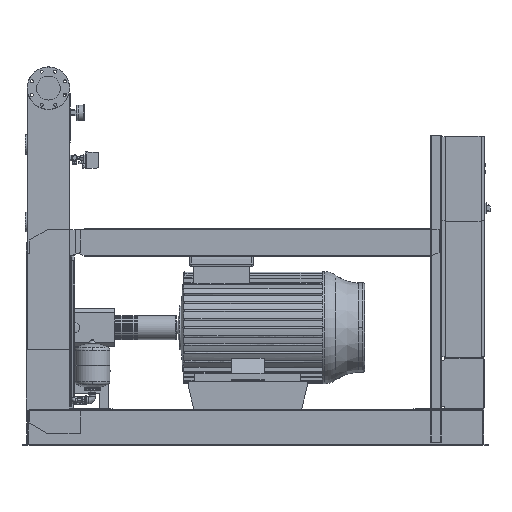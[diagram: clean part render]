
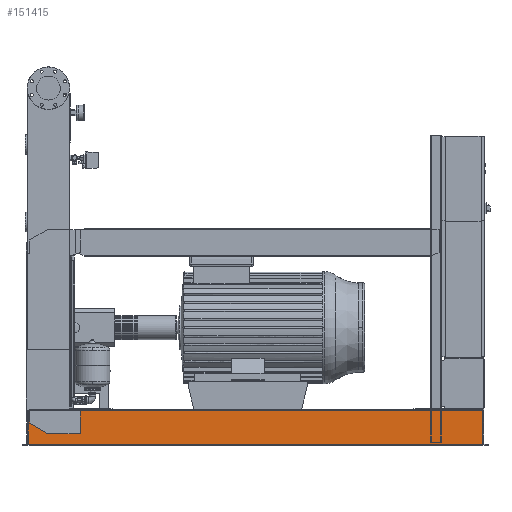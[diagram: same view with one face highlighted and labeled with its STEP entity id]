
A CAD part, front view. The second image highlights one B-rep face of the part: STEP entity #151415.
In plain terms, the highlighted free-form (B-spline) face has degree [1, 1] with [2, 2] control points.
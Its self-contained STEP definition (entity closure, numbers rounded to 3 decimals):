
#146356=CARTESIAN_POINT('',(-113.0,-738.5,202.));
#146357=VERTEX_POINT('',#146356);
#146364=CARTESIAN_POINT('',(-113.0,-738.5,208.));
#146365=VERTEX_POINT('',#146364);
#146366=CARTESIAN_POINT('',(-113.0,-738.5,202.));
#146367=DIRECTION('',(0.0,0.0,1.0));
#146368=VECTOR('',#146367,6.);
#146369=LINE('',#146366,#146368);
#146370=EDGE_CURVE('',#146357,#146365,#146369,.T.);
#149689=CARTESIAN_POINT('',(2540.,-738.5,208.));
#149690=VERTEX_POINT('',#149689);
#149691=CARTESIAN_POINT('',(-113.0,-738.5,208.));
#149692=DIRECTION('',(1.0,0.0,0.0));
#149693=VECTOR('',#149692,2653.);
#149694=LINE('',#149691,#149693);
#149695=EDGE_CURVE('',#146365,#149690,#149694,.T.);
#150992=CARTESIAN_POINT('',(2548.,-738.5,202.));
#150993=VERTEX_POINT('',#150992);
#151000=CARTESIAN_POINT('',(2548.,-738.5,112.689));
#151001=VERTEX_POINT('',#151000);
#151002=CARTESIAN_POINT('',(2548.,-738.5,112.689));
#151003=DIRECTION('',(0.0,0.0,1.0));
#151004=VECTOR('',#151003,89.311);
#151005=LINE('',#151002,#151004);
#151006=EDGE_CURVE('',#151001,#150993,#151005,.T.);
#151329=CARTESIAN_POINT('',(-121.,-738.5,3.));
#151330=CARTESIAN_POINT('',(-121.,-738.5,208.));
#151331=CARTESIAN_POINT('',(2548.,-738.5,3.));
#151332=CARTESIAN_POINT('',(2548.,-738.5,208.));
#151333=B_SPLINE_SURFACE_WITH_KNOTS('',1,1,((#151329,#151331),(#151330,#151332)),.UNSPECIFIED.,.F.,.F.,.U.,(2,2),(2,2),(0.0,205.),(0.0,2669.0),.UNSPECIFIED.);
#151334=CARTESIAN_POINT('',(2548.,-738.5,6.));
#151335=VERTEX_POINT('',#151334);
#151336=CARTESIAN_POINT('',(2548.,-738.5,6.));
#151337=DIRECTION('',(0.0,0.0,1.0));
#151338=VECTOR('',#151337,106.689);
#151339=LINE('',#151336,#151338);
#151340=EDGE_CURVE('',#151335,#151001,#151339,.T.);
#151341=ORIENTED_EDGE('',*,*,#151340,.T.);
#151342=ORIENTED_EDGE('',*,*,#151006,.T.);
#151343=CARTESIAN_POINT('',(2540.,-738.5,202.));
#151344=VERTEX_POINT('',#151343);
#151345=CARTESIAN_POINT('',(2548.,-738.5,202.));
#151346=DIRECTION('',(-1.0,0.0,0.0));
#151347=VECTOR('',#151346,8.0);
#151348=LINE('',#151345,#151347);
#151349=EDGE_CURVE('',#150993,#151344,#151348,.T.);
#151350=ORIENTED_EDGE('',*,*,#151349,.T.);
#151351=CARTESIAN_POINT('',(2540.,-738.5,208.));
#151352=DIRECTION('',(0.0,0.0,-1.0));
#151353=VECTOR('',#151352,6.);
#151354=LINE('',#151351,#151353);
#151355=EDGE_CURVE('',#149690,#151344,#151354,.T.);
#151356=ORIENTED_EDGE('',*,*,#151355,.F.);
#151357=ORIENTED_EDGE('',*,*,#149695,.F.);
#151358=ORIENTED_EDGE('',*,*,#146370,.F.);
#151359=CARTESIAN_POINT('',(-121.,-738.5,202.));
#151360=VERTEX_POINT('',#151359);
#151361=CARTESIAN_POINT('',(-113.0,-738.5,202.));
#151362=DIRECTION('',(-1.0,0.0,0.0));
#151363=VECTOR('',#151362,8.);
#151364=LINE('',#151361,#151363);
#151365=EDGE_CURVE('',#146357,#151360,#151364,.T.);
#151366=ORIENTED_EDGE('',*,*,#151365,.T.);
#151367=CARTESIAN_POINT('',(-121.,-738.5,6.));
#151368=VERTEX_POINT('',#151367);
#151369=CARTESIAN_POINT('',(-121.,-738.5,202.));
#151370=DIRECTION('',(0.0,0.0,-1.0));
#151371=VECTOR('',#151370,196.);
#151372=LINE('',#151369,#151371);
#151373=EDGE_CURVE('',#151360,#151368,#151372,.T.);
#151374=ORIENTED_EDGE('',*,*,#151373,.T.);
#151375=CARTESIAN_POINT('',(-113.0,-738.5,6.));
#151376=VERTEX_POINT('',#151375);
#151377=CARTESIAN_POINT('',(-121.,-738.5,6.));
#151378=DIRECTION('',(1.0,0.0,0.0));
#151379=VECTOR('',#151378,8.);
#151380=LINE('',#151377,#151379);
#151381=EDGE_CURVE('',#151368,#151376,#151380,.T.);
#151382=ORIENTED_EDGE('',*,*,#151381,.T.);
#151383=CARTESIAN_POINT('',(-113.0,-738.5,3.));
#151384=VERTEX_POINT('',#151383);
#151385=CARTESIAN_POINT('',(-113.0,-738.5,3.));
#151386=DIRECTION('',(0.0,0.0,1.0));
#151387=VECTOR('',#151386,3.);
#151388=LINE('',#151385,#151387);
#151389=EDGE_CURVE('',#151384,#151376,#151388,.T.);
#151390=ORIENTED_EDGE('',*,*,#151389,.F.);
#151391=CARTESIAN_POINT('',(2540.,-738.5,3.));
#151392=VERTEX_POINT('',#151391);
#151393=CARTESIAN_POINT('',(2540.,-738.5,3.));
#151394=DIRECTION('',(-1.0,0.0,0.0));
#151395=VECTOR('',#151394,2653.);
#151396=LINE('',#151393,#151395);
#151397=EDGE_CURVE('',#151392,#151384,#151396,.T.);
#151398=ORIENTED_EDGE('',*,*,#151397,.F.);
#151399=CARTESIAN_POINT('',(2540.,-738.5,6.));
#151400=VERTEX_POINT('',#151399);
#151401=CARTESIAN_POINT('',(2540.,-738.5,6.));
#151402=DIRECTION('',(0.0,0.0,-1.0));
#151403=VECTOR('',#151402,3.);
#151404=LINE('',#151401,#151403);
#151405=EDGE_CURVE('',#151400,#151392,#151404,.T.);
#151406=ORIENTED_EDGE('',*,*,#151405,.F.);
#151407=CARTESIAN_POINT('',(2540.,-738.5,6.));
#151408=DIRECTION('',(1.0,0.0,0.0));
#151409=VECTOR('',#151408,8.0);
#151410=LINE('',#151407,#151409);
#151411=EDGE_CURVE('',#151400,#151335,#151410,.T.);
#151412=ORIENTED_EDGE('',*,*,#151411,.T.);
#151413=EDGE_LOOP('',(#151341,#151342,#151350,#151356,#151357,#151358,#151366,#151374,#151382,#151390,#151398,#151406,#151412));
#151414=FACE_OUTER_BOUND('',#151413,.T.);
#151415=ADVANCED_FACE('',(#151414),#151333,.F.);
